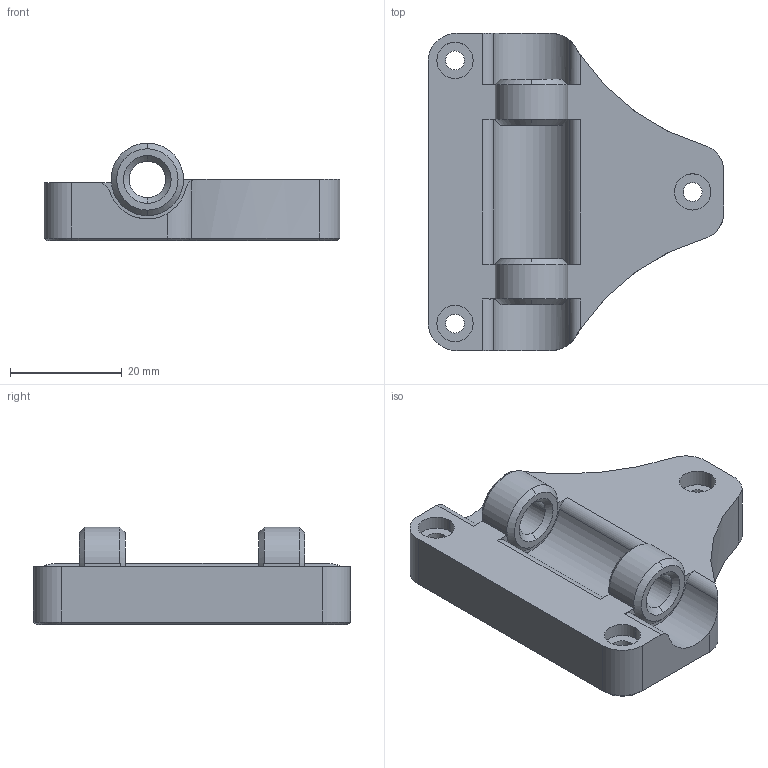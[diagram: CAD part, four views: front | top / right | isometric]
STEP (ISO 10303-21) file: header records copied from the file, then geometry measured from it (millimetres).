
FILE_DESCRIPTION (( 'STEP AP203' ), '1' );
FILE_NAME ('PR2115-JoshRevR.STEP', '2023-08-31T19:54:34', ( '' ), ( '' ), 'SwSTEP 2.0', 'SolidWorks 2022', '' );
FILE_SCHEMA (( 'CONFIG_CONTROL_DESIGN' ));
Length unit declared in the file: millimetre
Products named in the file (1): PR2115-JoshRevR
Bounding box: 53 x 56.79 x 17.5 mm (x, y, z)
Volume: 20645.9 mm3; surface area: 7758.4 mm2
Topology: 1 solids, 1 shells, 91 faces, 236 edges, 150 vertices
Faces by surface type: cylinder 35, cone 30, plane 26
Entity records: 2955 total; most frequent: CARTESIAN_POINT 554, DIRECTION 522, ORIENTED_EDGE 472, EDGE_CURVE 236, AXIS2_PLACEMENT_3D 208, VERTEX_POINT 150, CIRCLE 116, LINE 106
